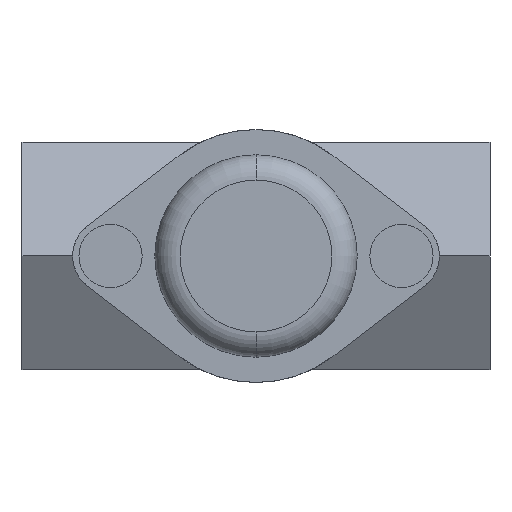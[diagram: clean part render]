
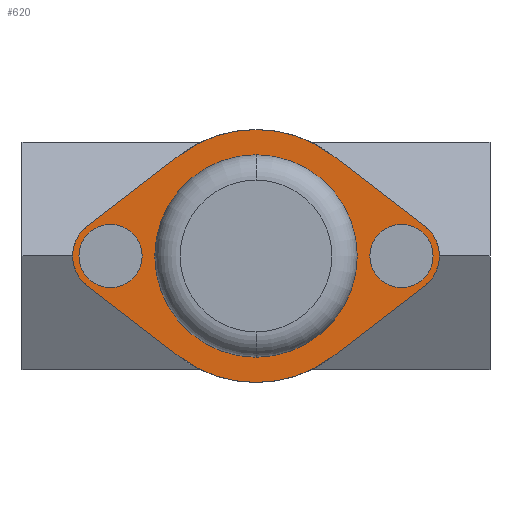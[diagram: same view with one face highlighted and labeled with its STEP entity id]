
A CAD part, front view. The second image highlights one B-rep face of the part: STEP entity #620.
In plain terms, the highlighted planar face has unit normal (0, -1, 0).
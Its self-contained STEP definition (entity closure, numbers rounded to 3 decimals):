
#6 = CARTESIAN_POINT ( 'NONE',  ( 23., -43., -5. ) ) ;
#12 = DIRECTION ( 'NONE',  ( 0., -1., 0. ) ) ;
#51 = ORIENTED_EDGE ( 'NONE', *, *, #1217, .T. ) ;
#84 = CIRCLE ( 'NONE', #1276, 6. ) ;
#88 = DIRECTION ( 'NONE',  ( 0., -1., 0. ) ) ;
#143 = EDGE_LOOP ( 'NONE', ( #1997, #1655 ) ) ;
#150 = DIRECTION ( 'NONE',  ( 0., 0., -1. ) ) ;
#173 = CIRCLE ( 'NONE', #1998, 20. ) ;
#175 = DIRECTION ( 'NONE',  ( 0., 0., -1. ) ) ;
#204 = DIRECTION ( 'NONE',  ( 0., 0., -1. ) ) ;
#208 = EDGE_LOOP ( 'NONE', ( #1818, #725 ) ) ;
#211 = DIRECTION ( 'NONE',  ( 0., -1., 0. ) ) ;
#231 = CARTESIAN_POINT ( 'NONE',  ( 12.174, -43., -15.868 ) ) ;
#321 = VERTEX_POINT ( 'NONE', #231 ) ;
#355 = CIRCLE ( 'NONE', #1712, 5. ) ;
#360 = DIRECTION ( 'NONE',  ( 0., -1., 0. ) ) ;
#361 = AXIS2_PLACEMENT_3D ( 'NONE', #1973, #12, #2424 ) ;
#378 = FACE_BOUND ( 'NONE', #1281, .T. ) ;
#394 = AXIS2_PLACEMENT_3D ( 'NONE', #844, #448, #1436 ) ;
#400 = VERTEX_POINT ( 'NONE', #1138 ) ;
#409 = CARTESIAN_POINT ( 'NONE',  ( 23., -43., 0. ) ) ;
#412 = ORIENTED_EDGE ( 'NONE', *, *, #697, .T. ) ;
#438 = LINE ( 'NONE', #1477, #1025 ) ;
#445 = CIRCLE ( 'NONE', #394, 6. ) ;
#448 = DIRECTION ( 'NONE',  ( 0., -1., 0. ) ) ;
#451 = VECTOR ( 'NONE', #519, 1000. ) ;
#462 = CARTESIAN_POINT ( 'NONE',  ( 26.652, -43., 4.76 ) ) ;
#503 = EDGE_CURVE ( 'NONE', #1722, #2057, #1391, .T. ) ;
#505 = VERTEX_POINT ( 'NONE', #1788 ) ;
#519 = DIRECTION ( 'NONE',  ( -0.793, 0., -0.609 ) ) ;
#536 = CARTESIAN_POINT ( 'NONE',  ( -12.174, -43., 15.868 ) ) ;
#540 = EDGE_CURVE ( 'NONE', #400, #2113, #2567, .T. ) ;
#576 = CARTESIAN_POINT ( 'NONE',  ( 0., -43., 0. ) ) ;
#599 = ORIENTED_EDGE ( 'NONE', *, *, #1903, .T. ) ;
#615 = ORIENTED_EDGE ( 'NONE', *, *, #2315, .T. ) ;
#620 = ADVANCED_FACE ( 'NONE', ( #378, #822, #1572, #2226 ), #1985, .T. ) ;
#653 = AXIS2_PLACEMENT_3D ( 'NONE', #1237, #211, #2404 ) ;
#663 = CARTESIAN_POINT ( 'NONE',  ( -23., -43., 0. ) ) ;
#675 = DIRECTION ( 'NONE',  ( 0., 0., -1. ) ) ;
#697 = EDGE_CURVE ( 'NONE', #2356, #903, #438, .T. ) ;
#725 = ORIENTED_EDGE ( 'NONE', *, *, #2284, .F. ) ;
#766 = DIRECTION ( 'NONE',  ( 0., -1., 0. ) ) ;
#810 = CARTESIAN_POINT ( 'NONE',  ( -26.652, -43., -4.76 ) ) ;
#822 = FACE_OUTER_BOUND ( 'NONE', #1034, .T. ) ;
#830 = EDGE_CURVE ( 'NONE', #321, #505, #1905, .T. ) ;
#842 = EDGE_CURVE ( 'NONE', #1222, #2387, #1348, .T. ) ;
#844 = CARTESIAN_POINT ( 'NONE',  ( 23., -43., 0. ) ) ;
#877 = ORIENTED_EDGE ( 'NONE', *, *, #1914, .F. ) ;
#903 = VERTEX_POINT ( 'NONE', #937 ) ;
#904 = CARTESIAN_POINT ( 'NONE',  ( 0., -43., 20. ) ) ;
#937 = CARTESIAN_POINT ( 'NONE',  ( -12.174, -43., -15.868 ) ) ;
#948 = DIRECTION ( 'NONE',  ( 0., -1., 0. ) ) ;
#961 = AXIS2_PLACEMENT_3D ( 'NONE', #1423, #1633, #175 ) ;
#988 = VERTEX_POINT ( 'NONE', #1581 ) ;
#991 = ORIENTED_EDGE ( 'NONE', *, *, #1838, .T. ) ;
#1003 = CIRCLE ( 'NONE', #1370, 5. ) ;
#1005 = ORIENTED_EDGE ( 'NONE', *, *, #2622, .T. ) ;
#1025 = VECTOR ( 'NONE', #1060, 1000. ) ;
#1034 = EDGE_LOOP ( 'NONE', ( #599, #2357, #991, #2130, #1005, #51, #412, #615, #1718 ) ) ;
#1039 = DIRECTION ( 'NONE',  ( 0., 0., -1. ) ) ;
#1060 = DIRECTION ( 'NONE',  ( 0.793, 0., -0.609 ) ) ;
#1074 = VERTEX_POINT ( 'NONE', #904 ) ;
#1133 = DIRECTION ( 'NONE',  ( 0., 0., -1. ) ) ;
#1134 = CIRCLE ( 'NONE', #961, 20. ) ;
#1138 = CARTESIAN_POINT ( 'NONE',  ( 0., -43., 16. ) ) ;
#1146 = DIRECTION ( 'NONE',  ( 0.793, 0., 0.609 ) ) ;
#1167 = VERTEX_POINT ( 'NONE', #536 ) ;
#1212 = VERTEX_POINT ( 'NONE', #1353 ) ;
#1217 = EDGE_CURVE ( 'NONE', #1212, #2356, #84, .T. ) ;
#1221 = CARTESIAN_POINT ( 'NONE',  ( -23., -43., 0. ) ) ;
#1222 = VERTEX_POINT ( 'NONE', #1562 ) ;
#1228 = DIRECTION ( 'NONE',  ( 0., -1., 0. ) ) ;
#1237 = CARTESIAN_POINT ( 'NONE',  ( 23., -43., 0. ) ) ;
#1249 = DIRECTION ( 'NONE',  ( 0., -1., 0. ) ) ;
#1253 = CIRCLE ( 'NONE', #2606, 20. ) ;
#1276 = AXIS2_PLACEMENT_3D ( 'NONE', #2576, #766, #1978 ) ;
#1281 = EDGE_LOOP ( 'NONE', ( #1835, #877 ) ) ;
#1311 = CARTESIAN_POINT ( 'NONE',  ( 12.174, -43., -15.868 ) ) ;
#1321 = CIRCLE ( 'NONE', #1697, 16. ) ;
#1348 = CIRCLE ( 'NONE', #1691, 5. ) ;
#1353 = CARTESIAN_POINT ( 'NONE',  ( -26.652, -43., 4.76 ) ) ;
#1364 = EDGE_CURVE ( 'NONE', #988, #1763, #355, .T. ) ;
#1368 = CARTESIAN_POINT ( 'NONE',  ( 0., -43., 0. ) ) ;
#1370 = AXIS2_PLACEMENT_3D ( 'NONE', #1221, #1249, #2049 ) ;
#1391 = LINE ( 'NONE', #2604, #1769 ) ;
#1415 = CIRCLE ( 'NONE', #653, 5. ) ;
#1423 = CARTESIAN_POINT ( 'NONE',  ( 0., -43., 0. ) ) ;
#1436 = DIRECTION ( 'NONE',  ( 0., 0., -1. ) ) ;
#1477 = CARTESIAN_POINT ( 'NONE',  ( -26.652, -43., -4.76 ) ) ;
#1489 = CARTESIAN_POINT ( 'NONE',  ( -23., -43., -5. ) ) ;
#1519 = CARTESIAN_POINT ( 'NONE',  ( -12.174, -43., 15.868 ) ) ;
#1539 = DIRECTION ( 'NONE',  ( 0., 0., -1. ) ) ;
#1562 = CARTESIAN_POINT ( 'NONE',  ( 23., -43., 5. ) ) ;
#1572 = FACE_BOUND ( 'NONE', #208, .T. ) ;
#1581 = CARTESIAN_POINT ( 'NONE',  ( -23., -43., 5. ) ) ;
#1596 = DIRECTION ( 'NONE',  ( -0.793, 0., 0.609 ) ) ;
#1633 = DIRECTION ( 'NONE',  ( 0., -1., 0. ) ) ;
#1655 = ORIENTED_EDGE ( 'NONE', *, *, #1957, .F. ) ;
#1691 = AXIS2_PLACEMENT_3D ( 'NONE', #2115, #88, #1539 ) ;
#1697 = AXIS2_PLACEMENT_3D ( 'NONE', #1368, #360, #1133 ) ;
#1712 = AXIS2_PLACEMENT_3D ( 'NONE', #663, #1893, #675 ) ;
#1718 = ORIENTED_EDGE ( 'NONE', *, *, #830, .T. ) ;
#1722 = VERTEX_POINT ( 'NONE', #462 ) ;
#1763 = VERTEX_POINT ( 'NONE', #1489 ) ;
#1769 = VECTOR ( 'NONE', #1596, 1000. ) ;
#1788 = CARTESIAN_POINT ( 'NONE',  ( 26.652, -43., -4.76 ) ) ;
#1818 = ORIENTED_EDGE ( 'NONE', *, *, #540, .F. ) ;
#1835 = ORIENTED_EDGE ( 'NONE', *, *, #842, .F. ) ;
#1838 = EDGE_CURVE ( 'NONE', #2057, #1074, #1253, .T. ) ;
#1893 = DIRECTION ( 'NONE',  ( 0., -1., 0. ) ) ;
#1903 = EDGE_CURVE ( 'NONE', #505, #1722, #445, .T. ) ;
#1905 = LINE ( 'NONE', #1311, #2279 ) ;
#1914 = EDGE_CURVE ( 'NONE', #2387, #1222, #1415, .T. ) ;
#1933 = EDGE_CURVE ( 'NONE', #1074, #1167, #1134, .T. ) ;
#1957 = EDGE_CURVE ( 'NONE', #1763, #988, #1003, .T. ) ;
#1973 = CARTESIAN_POINT ( 'NONE',  ( 0., -43., 0. ) ) ;
#1978 = DIRECTION ( 'NONE',  ( 0., 0., -1. ) ) ;
#1985 = PLANE ( 'NONE',  #2065 ) ;
#1997 = ORIENTED_EDGE ( 'NONE', *, *, #1364, .F. ) ;
#1998 = AXIS2_PLACEMENT_3D ( 'NONE', #576, #2046, #1039 ) ;
#2046 = DIRECTION ( 'NONE',  ( 0., -1., 0. ) ) ;
#2049 = DIRECTION ( 'NONE',  ( 0., 0., -1. ) ) ;
#2057 = VERTEX_POINT ( 'NONE', #2098 ) ;
#2065 = AXIS2_PLACEMENT_3D ( 'NONE', #409, #1228, #204 ) ;
#2098 = CARTESIAN_POINT ( 'NONE',  ( 12.174, -43., 15.868 ) ) ;
#2113 = VERTEX_POINT ( 'NONE', #2311 ) ;
#2115 = CARTESIAN_POINT ( 'NONE',  ( 23., -43., 0. ) ) ;
#2130 = ORIENTED_EDGE ( 'NONE', *, *, #1933, .T. ) ;
#2226 = FACE_BOUND ( 'NONE', #143, .T. ) ;
#2279 = VECTOR ( 'NONE', #1146, 1000. ) ;
#2284 = EDGE_CURVE ( 'NONE', #2113, #400, #1321, .T. ) ;
#2311 = CARTESIAN_POINT ( 'NONE',  ( 0., -43., -16. ) ) ;
#2315 = EDGE_CURVE ( 'NONE', #903, #321, #173, .T. ) ;
#2356 = VERTEX_POINT ( 'NONE', #810 ) ;
#2357 = ORIENTED_EDGE ( 'NONE', *, *, #503, .T. ) ;
#2387 = VERTEX_POINT ( 'NONE', #6 ) ;
#2404 = DIRECTION ( 'NONE',  ( 0., 0., -1. ) ) ;
#2424 = DIRECTION ( 'NONE',  ( 0., 0., -1. ) ) ;
#2560 = LINE ( 'NONE', #1519, #451 ) ;
#2567 = CIRCLE ( 'NONE', #361, 16. ) ;
#2576 = CARTESIAN_POINT ( 'NONE',  ( -23., -43., 0. ) ) ;
#2582 = CARTESIAN_POINT ( 'NONE',  ( 0., -43., 0. ) ) ;
#2604 = CARTESIAN_POINT ( 'NONE',  ( 26.652, -43., 4.76 ) ) ;
#2606 = AXIS2_PLACEMENT_3D ( 'NONE', #2582, #948, #150 ) ;
#2622 = EDGE_CURVE ( 'NONE', #1167, #1212, #2560, .T. ) ;
